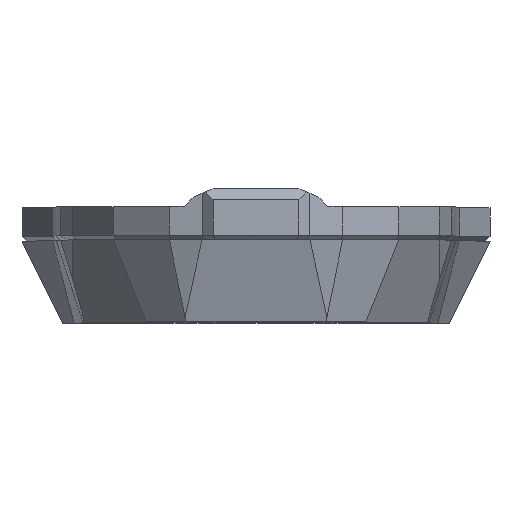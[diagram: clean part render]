
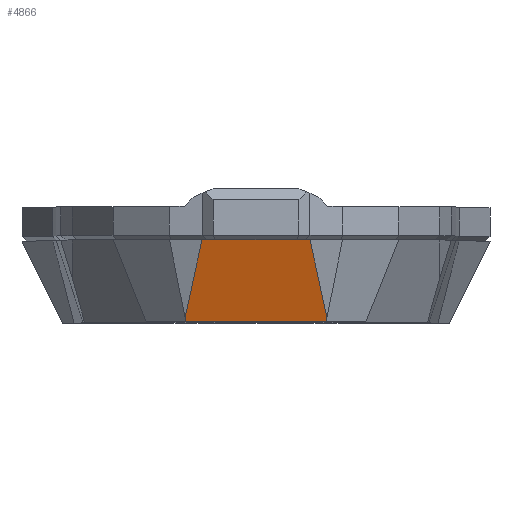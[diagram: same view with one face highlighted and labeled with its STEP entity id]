
A CAD part, top view. The second image highlights one B-rep face of the part: STEP entity #4866.
In plain terms, the highlighted planar face has unit normal (0, -0.276, 0.961).
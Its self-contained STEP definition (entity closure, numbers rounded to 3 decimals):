
#352=FACE_OUTER_BOUND('',#645,.T.);
#645=EDGE_LOOP('',(#3645,#3646,#3647,#3648,#3649,#3650));
#875=LINE('',#6652,#1454);
#1036=LINE('',#7211,#1615);
#1099=LINE('',#8165,#1678);
#1100=LINE('',#8167,#1679);
#1101=LINE('',#8170,#1680);
#1102=LINE('',#8171,#1681);
#1454=VECTOR('',#5438,10.);
#1615=VECTOR('',#5691,6.552);
#1678=VECTOR('',#5818,6.552);
#1679=VECTOR('',#5821,6.552);
#1680=VECTOR('',#5824,6.552);
#1681=VECTOR('',#5825,6.552);
#2033=VERTEX_POINT('',#6649);
#2034=VERTEX_POINT('',#6651);
#2191=VERTEX_POINT('',#7208);
#2192=VERTEX_POINT('',#7210);
#2275=VERTEX_POINT('',#8163);
#2276=VERTEX_POINT('',#8169);
#2477=EDGE_CURVE('',#2034,#2033,#875,.T.);
#2671=EDGE_CURVE('',#2191,#2192,#1036,.T.);
#2784=EDGE_CURVE('',#2275,#2191,#1099,.F.);
#2785=EDGE_CURVE('',#2034,#2275,#1100,.F.);
#2786=EDGE_CURVE('',#2276,#2033,#1101,.F.);
#2787=EDGE_CURVE('',#2276,#2192,#1102,.T.);
#3645=ORIENTED_EDGE('',*,*,#2477,.T.);
#3646=ORIENTED_EDGE('',*,*,#2786,.F.);
#3647=ORIENTED_EDGE('',*,*,#2787,.T.);
#3648=ORIENTED_EDGE('',*,*,#2671,.F.);
#3649=ORIENTED_EDGE('',*,*,#2784,.F.);
#3650=ORIENTED_EDGE('',*,*,#2785,.F.);
#4643=PLANE('',#5193);
#4866=ADVANCED_FACE('',(#352),#4643,.T.);
#5193=AXIS2_PLACEMENT_3D('',#8168,#5822,#5823);
#5438=DIRECTION('',(-1.,0.,0.));
#5691=DIRECTION('',(-1.,0.,0.));
#5818=DIRECTION('',(0.082,0.958,0.275));
#5821=DIRECTION('',(-0.205,0.941,0.27));
#5822=DIRECTION('center_axis',(0.,-0.276,
0.961));
#5823=DIRECTION('ref_axis',(-1.,0.,0.));
#5824=DIRECTION('',(-0.205,-0.941,-0.27));
#5825=DIRECTION('',(0.082,-0.958,-0.275));
#6649=CARTESIAN_POINT('',(4.264,-28.235,99.92));
#6651=CARTESIAN_POINT('',(13.992,-28.235,99.92));
#6652=CARTESIAN_POINT('',(9.128,-28.235,99.92));
#7208=CARTESIAN_POINT('',(15.484,-35.635,97.798));
#7210=CARTESIAN_POINT('',(2.771,-35.635,97.798));
#7211=CARTESIAN_POINT('',(9.128,-35.635,97.798));
#8163=CARTESIAN_POINT('',(15.518,-35.246,97.91));
#8165=CARTESIAN_POINT('',(16.524,-23.486,101.282));
#8167=CARTESIAN_POINT('',(12.723,-22.408,101.591));
#8168=CARTESIAN_POINT('Origin',(9.128,-18.609,102.68));
#8169=CARTESIAN_POINT('',(2.738,-35.246,97.91));
#8170=CARTESIAN_POINT('',(5.568,-22.244,101.638));
#8171=CARTESIAN_POINT('',(2.005,-26.677,100.367));
